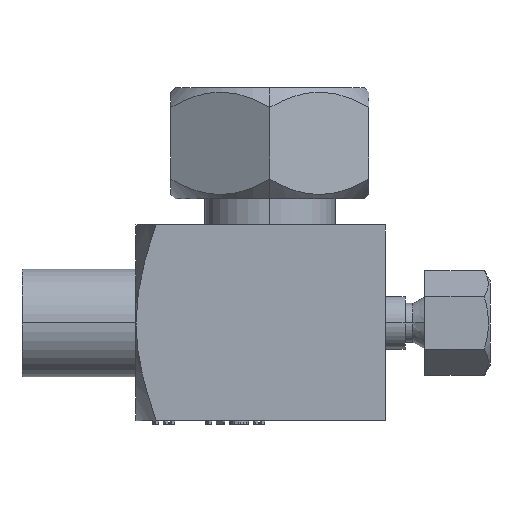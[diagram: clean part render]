
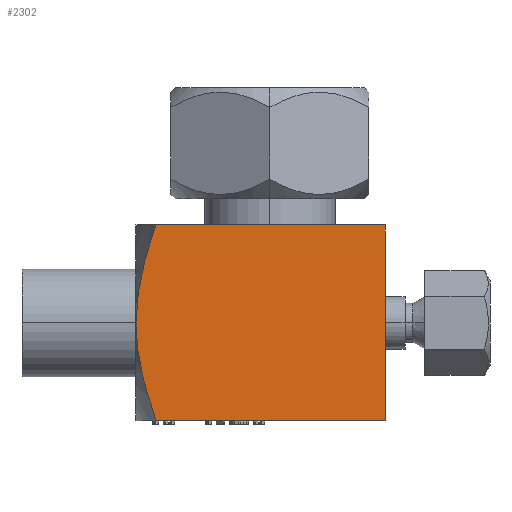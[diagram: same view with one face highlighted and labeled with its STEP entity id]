
A CAD part, front view. The second image highlights one B-rep face of the part: STEP entity #2302.
In plain terms, the highlighted planar face has unit normal (0, -1, 0).
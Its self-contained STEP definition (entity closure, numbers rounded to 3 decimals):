
#14=DIRECTION('',(0.,0.,1.));
#15=VECTOR('',#14,30.);
#16=CARTESIAN_POINT('',(5.,-15.,-15.));
#17=LINE('',#16,#15);
#28=CARTESIAN_POINT('',(-30.093,-15.,15.));
#198=DIRECTION('',(-1.,0.,0.));
#199=VECTOR('',#198,35.093);
#200=CARTESIAN_POINT('',(5.,-15.,-15.));
#201=LINE('',#200,#199);
#450=CARTESIAN_POINT('',(-30.093,-15.,-15.));
#451=CARTESIAN_POINT('',(-30.409,-15.,-14.108));
#452=CARTESIAN_POINT('',(-30.982,-15.,-12.405));
#453=CARTESIAN_POINT('',(-31.663,-15.,-10.138));
#454=CARTESIAN_POINT('',(-32.208,-15.,-8.032));
#455=CARTESIAN_POINT('',(-32.638,-15.,-6.009));
#456=CARTESIAN_POINT('',(-32.956,-15.,-4.013));
#457=CARTESIAN_POINT('',(-33.155,-15.,-2.012));
#458=CARTESIAN_POINT('',(-33.2,-15.,-0.672));
#459=CARTESIAN_POINT('',(-33.2,-15.,0.));
#461=CARTESIAN_POINT('',(-33.2,-15.,0.));
#462=CARTESIAN_POINT('',(-33.2,-15.,0.68));
#463=CARTESIAN_POINT('',(-33.154,-15.,2.035));
#464=CARTESIAN_POINT('',(-32.951,-15.,4.055));
#465=CARTESIAN_POINT('',(-32.628,-15.,6.063));
#466=CARTESIAN_POINT('',(-32.195,-15.,8.089));
#467=CARTESIAN_POINT('',(-31.648,-15.,10.189));
#468=CARTESIAN_POINT('',(-30.973,-15.,12.434));
#469=CARTESIAN_POINT('',(-30.405,-15.,14.119));
#470=CARTESIAN_POINT('',(-30.093,-15.,15.));
#472=DIRECTION('',(-1.,0.,0.));
#473=VECTOR('',#472,35.093);
#474=CARTESIAN_POINT('',(5.,-15.,15.));
#475=LINE('',#474,#473);
#1518=CARTESIAN_POINT('',(5.,-15.,15.));
#1520=VERTEX_POINT('',#1518);
#1524=CARTESIAN_POINT('',(5.,-15.,-15.));
#1525=VERTEX_POINT('',#1524);
#1530=CARTESIAN_POINT('',(-33.2,-15.,0.));
#1531=VERTEX_POINT('',#1530);
#1534=VERTEX_POINT('',#28);
#1536=VERTEX_POINT('',#450);
#2290=CARTESIAN_POINT('',(5.,-15.,15.));
#2291=DIRECTION('',(0.,-1.,0.));
#2292=DIRECTION('',(0.,0.,-1.));
#2293=AXIS2_PLACEMENT_3D('',#2290,#2291,#2292);
#2294=PLANE('',#2293);
#2295=ORIENTED_EDGE('',*,*,#2128,.T.);
#2296=ORIENTED_EDGE('',*,*,#1933,.T.);
#2297=ORIENTED_EDGE('',*,*,#1914,.F.);
#2298=ORIENTED_EDGE('',*,*,#1891,.F.);
#2299=ORIENTED_EDGE('',*,*,#2142,.T.);
#2300=EDGE_LOOP('',(#2295,#2296,#2297,#2298,#2299));
#2301=FACE_OUTER_BOUND('',#2300,.F.);
#2302=ADVANCED_FACE('',(#2301),#2294,.T.);
#460=B_SPLINE_CURVE_WITH_KNOTS('',3,(#450,#451,#452,#453,#454,#455,#456,#457,
#458,#459),.UNSPECIFIED.,.F.,.F.,(4,1,1,1,1,1,1,4),(0.,0.143,
0.286,0.429,0.571,0.714,
0.857,1.),.UNSPECIFIED.);
#471=B_SPLINE_CURVE_WITH_KNOTS('',3,(#461,#462,#463,#464,#465,#466,#467,#468,
#469,#470),.UNSPECIFIED.,.F.,.F.,(4,1,1,1,1,1,1,4),(0.,0.143,
0.286,0.429,0.571,0.714,
0.857,1.),.UNSPECIFIED.);
#1891=EDGE_CURVE('',#1525,#1520,#17,.T.);
#1914=EDGE_CURVE('',#1520,#1534,#475,.T.);
#1933=EDGE_CURVE('',#1531,#1534,#471,.T.);
#2128=EDGE_CURVE('',#1536,#1531,#460,.T.);
#2142=EDGE_CURVE('',#1525,#1536,#201,.T.);
